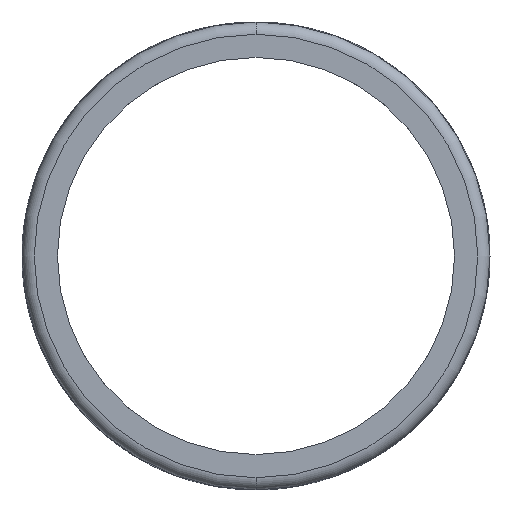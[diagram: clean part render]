
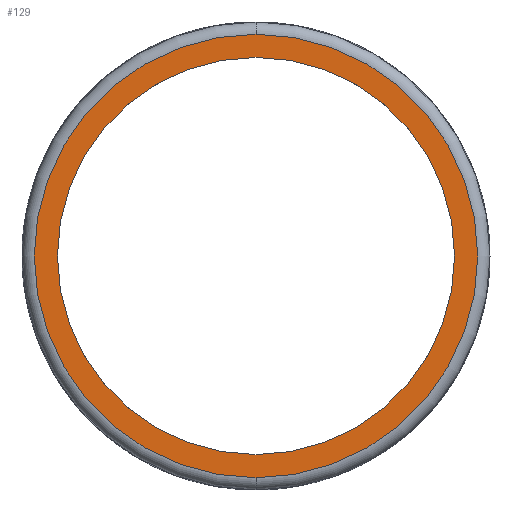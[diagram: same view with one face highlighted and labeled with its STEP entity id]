
A CAD part, front view. The second image highlights one B-rep face of the part: STEP entity #129.
In plain terms, the highlighted planar face has unit normal (0, -1, 0).
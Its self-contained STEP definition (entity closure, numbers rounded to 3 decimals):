
#129=ADVANCED_FACE('',(#349,#350),#351,.F.);
#349=FACE_BOUND('',#928,.T.);
#350=FACE_OUTER_BOUND('',#929,.T.);
#351=PLANE('',#930);
#928=EDGE_LOOP('',(#11323,#11324));
#929=EDGE_LOOP('',(#11325,#11326));
#930=AXIS2_PLACEMENT_3D('',#11327,#11328,#11329);
#11323=ORIENTED_EDGE('',*,*,#12241,.T.);
#11324=ORIENTED_EDGE('',*,*,#12242,.T.);
#11325=ORIENTED_EDGE('',*,*,#12243,.F.);
#11326=ORIENTED_EDGE('',*,*,#12244,.F.);
#11327=CARTESIAN_POINT('',(0.,-116.,0.));
#11328=DIRECTION('',(0.,1.0,0.));
#11329=DIRECTION('',(0.,0.,1.0));
#12241=EDGE_CURVE('',#12677,#12678,#12679,.F.);
#12242=EDGE_CURVE('',#12678,#12677,#12680,.F.);
#12243=EDGE_CURVE('',#12681,#12682,#12683,.T.);
#12244=EDGE_CURVE('',#12682,#12681,#12684,.T.);
#12677=VERTEX_POINT('',#13410);
#12678=VERTEX_POINT('',#13411);
#12679=CIRCLE('',#13412,32.455);
#12680=CIRCLE('',#13413,32.455);
#12681=VERTEX_POINT('',#13414);
#12682=VERTEX_POINT('',#13415);
#12683=CIRCLE('',#13416,36.245);
#12684=CIRCLE('',#13417,36.245);
#13410=CARTESIAN_POINT('',(0.,-116.,-32.455));
#13411=CARTESIAN_POINT('',(0.,-116.,32.455));
#13412=AXIS2_PLACEMENT_3D('',#17079,#17080,#17081);
#13413=AXIS2_PLACEMENT_3D('',#17082,#17083,#17084);
#13414=CARTESIAN_POINT('',(0.,-116.,-36.245));
#13415=CARTESIAN_POINT('',(0.,-116.,36.245));
#13416=AXIS2_PLACEMENT_3D('',#17085,#17086,#17087);
#13417=AXIS2_PLACEMENT_3D('',#17088,#17089,#17090);
#17079=CARTESIAN_POINT('',(0.,-116.,0.));
#17080=DIRECTION('',(0.,-1.0,0.));
#17081=DIRECTION('',(0.,0.0,1.0));
#17082=CARTESIAN_POINT('',(0.,-116.,0.));
#17083=DIRECTION('',(0.,-1.0,0.));
#17084=DIRECTION('',(0.,0.0,1.0));
#17085=CARTESIAN_POINT('',(0.,-116.,0.));
#17086=DIRECTION('',(0.,1.0,0.));
#17087=DIRECTION('',(0.,0.,1.0));
#17088=CARTESIAN_POINT('',(0.,-116.,0.));
#17089=DIRECTION('',(0.,1.0,0.));
#17090=DIRECTION('',(0.,0.,1.0));
